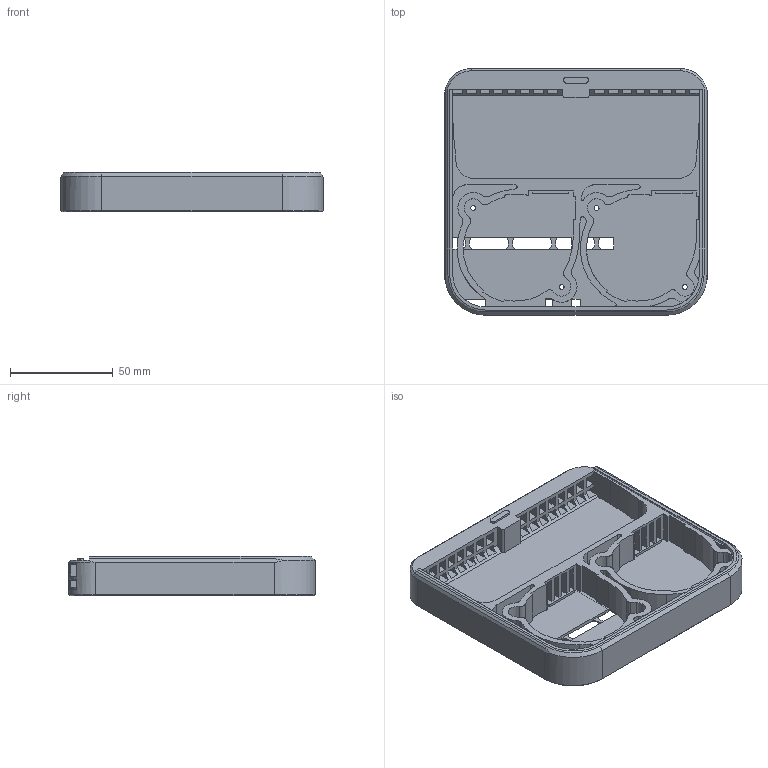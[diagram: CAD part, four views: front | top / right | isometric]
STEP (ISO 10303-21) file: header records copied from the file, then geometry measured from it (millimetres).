
FILE_DESCRIPTION(/* description */ (''),/* implementation_level */ '2;1');
FILE_NAME(/* name */ 'THE_FILTER_STANDARD_SPACING.step',/* time_stamp */ '2022-12-24T03:19:16-08:00',/* author */ (''),/* organization */ (''),/* preprocessor_version */ 'ST-DEVELOPER v19.2',/* originating_system */ 'Autodesk Translation Framework v11.17.0.187',/* authorisation */ '');
FILE_SCHEMA (('AUTOMOTIVE_DESIGN { 1 0 10303 214 3 1 1 }','AP242_MANAGED_MODEL_BASED_3D_ENGINEERING_MIM_LF { 1 0 10303 442 3 1 4 }'));
Length unit declared in the file: millimetre
Products named in the file (1): 2 fan project v10
Bounding box: 128 x 120 x 19.25 mm (x, y, z)
Volume: 91869.2 mm3; surface area: 62505.3 mm2
Topology: 1 solids, 1 shells, 623 faces, 1814 edges, 1148 vertices
Faces by surface type: plane 499, cylinder 88, cone 30, bspline 6
Full cylindrical faces by diameter (mm): 2.4 x4, 10.3 x1
Entity records: 21344 total; most frequent: CARTESIAN_POINT 4706, ORIENTED_EDGE 3628, DIRECTION 3217, EDGE_CURVE 1814, LINE 1507, VECTOR 1507, VERTEX_POINT 1148, AXIS2_PLACEMENT_3D 855
